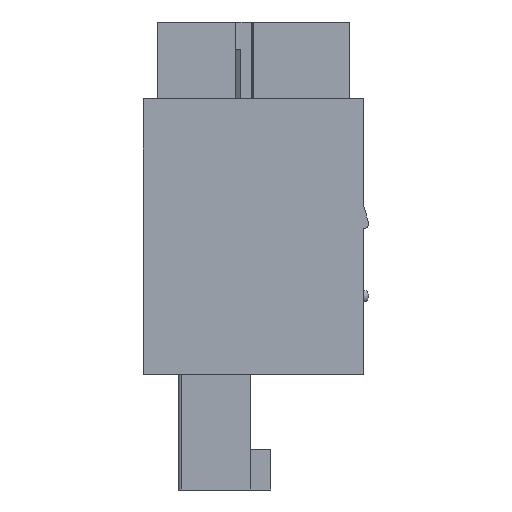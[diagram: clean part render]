
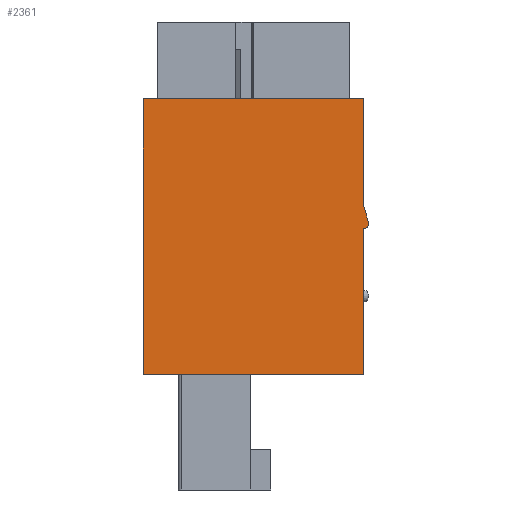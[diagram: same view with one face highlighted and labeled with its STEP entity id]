
A CAD part, left-side view. The second image highlights one B-rep face of the part: STEP entity #2361.
In plain terms, the highlighted planar face has unit normal (-1, 0, 0).
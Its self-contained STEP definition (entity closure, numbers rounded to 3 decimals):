
#2361 = ADVANCED_FACE( '', ( #4757 ), #4758, .F. );
#4757 = FACE_OUTER_BOUND( '', #7163, .T. );
#4758 = PLANE( '', #7164 );
#7163 = EDGE_LOOP( '', ( #14241, #14242, #14243, #14244, #14245, #14246, #14247 ) );
#7164 = AXIS2_PLACEMENT_3D( '', #14248, #14249, #14250 );
#14241 = ORIENTED_EDGE( '', *, *, #17194, .F. );
#14242 = ORIENTED_EDGE( '', *, *, #17292, .F. );
#14243 = ORIENTED_EDGE( '', *, *, #17231, .F. );
#14244 = ORIENTED_EDGE( '', *, *, #17463, .F. );
#14245 = ORIENTED_EDGE( '', *, *, #17497, .F. );
#14246 = ORIENTED_EDGE( '', *, *, #15199, .F. );
#14247 = ORIENTED_EDGE( '', *, *, #16349, .F. );
#14248 = CARTESIAN_POINT( '', ( -13.73, 0., 0. ) );
#14249 = DIRECTION( '', ( 1., 0., 0. ) );
#14250 = DIRECTION( '', ( 0., 0., -1. ) );
#15199 = EDGE_CURVE( '', #18531, #18532, #18533, .T. );
#16349 = EDGE_CURVE( '', #20402, #18531, #20403, .T. );
#17194 = EDGE_CURVE( '', #21508, #20402, #21510, .T. );
#17231 = EDGE_CURVE( '', #21552, #21554, #21555, .T. );
#17292 = EDGE_CURVE( '', #21554, #21508, #21622, .T. );
#17463 = EDGE_CURVE( '', #21807, #21552, #21809, .T. );
#17497 = EDGE_CURVE( '', #18532, #21807, #21849, .T. );
#18531 = VERTEX_POINT( '', #23290 );
#18532 = VERTEX_POINT( '', #23291 );
#18533 = LINE( '', #23292, #23293 );
#20402 = VERTEX_POINT( '', #26033 );
#20403 = LINE( '', #26034, #26035 );
#21508 = VERTEX_POINT( '', #27686 );
#21510 = LINE( '', #27689, #27690 );
#21552 = VERTEX_POINT( '', #27762 );
#21554 = VERTEX_POINT( '', #27765 );
#21555 = LINE( '', #27766, #27767 );
#21622 = CIRCLE( '', #27867, 0.3 );
#21807 = VERTEX_POINT( '', #28130 );
#21809 = LINE( '', #28133, #28134 );
#21849 = LINE( '', #28203, #28204 );
#23290 = CARTESIAN_POINT( '', ( -13.73, 6.3, -7.9 ) );
#23291 = CARTESIAN_POINT( '', ( -13.73, 6.3, 7.9 ) );
#23292 = CARTESIAN_POINT( '', ( -13.73, 6.3, -7.9 ) );
#23293 = VECTOR( '', #28836, 1000. );
#26033 = CARTESIAN_POINT( '', ( -13.73, -6.3, -7.9 ) );
#26034 = CARTESIAN_POINT( '', ( -13.73, -6.3, -7.9 ) );
#26035 = VECTOR( '', #29930, 1000. );
#27686 = CARTESIAN_POINT( '', ( -13.73, -6.3, 0.45 ) );
#27689 = CARTESIAN_POINT( '', ( -13.73, -6.3, 7.9 ) );
#27690 = VECTOR( '', #30633, 1000. );
#27762 = CARTESIAN_POINT( '', ( -13.73, -6.3, 1.85 ) );
#27765 = CARTESIAN_POINT( '', ( -13.73, -6.589, 0.832 ) );
#27766 = CARTESIAN_POINT( '', ( -13.73, -6.3, 1.85 ) );
#27767 = VECTOR( '', #30660, 1000. );
#27867 = AXIS2_PLACEMENT_3D( '', #30694, #30695, #30696 );
#28130 = CARTESIAN_POINT( '', ( -13.73, -6.3, 7.9 ) );
#28133 = CARTESIAN_POINT( '', ( -13.73, -6.3, 7.9 ) );
#28134 = VECTOR( '', #30797, 1000. );
#28203 = CARTESIAN_POINT( '', ( -13.73, 6.3, 7.9 ) );
#28204 = VECTOR( '', #30827, 1000. );
#28836 = DIRECTION( '', ( 0., 0., 1. ) );
#29930 = DIRECTION( '', ( 0., 1., 0. ) );
#30633 = DIRECTION( '', ( 0., 0., -1. ) );
#30660 = DIRECTION( '', ( 0., -0.273, -0.962 ) );
#30694 = CARTESIAN_POINT( '', ( -13.73, -6.3, 0.75 ) );
#30695 = DIRECTION( '', ( 1., 0., 0. ) );
#30696 = DIRECTION( '', ( 0., 1., 0. ) );
#30797 = DIRECTION( '', ( 0., 0., -1. ) );
#30827 = DIRECTION( '', ( 0., -1., 0. ) );
